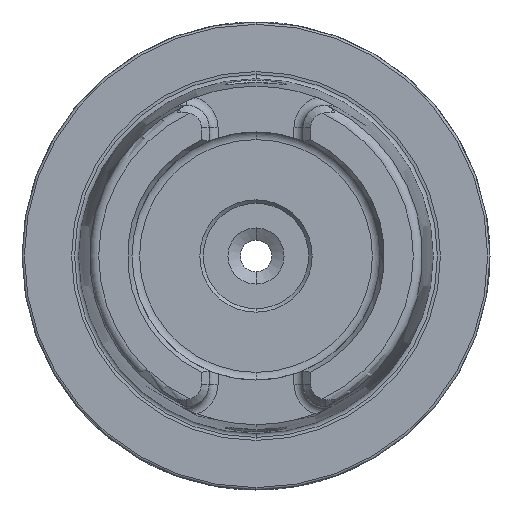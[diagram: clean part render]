
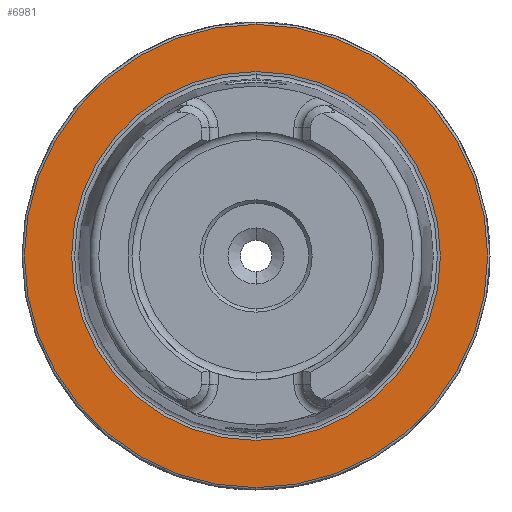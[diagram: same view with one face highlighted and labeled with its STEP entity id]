
A CAD part, left-side view. The second image highlights one B-rep face of the part: STEP entity #6981.
In plain terms, the highlighted planar face has unit normal (-1, 0, 0).
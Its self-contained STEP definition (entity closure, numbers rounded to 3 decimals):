
#38 = VERTEX_POINT ( 'NONE', #248 ) ;
#50 = VERTEX_POINT ( 'NONE', #206 ) ;
#54 = VERTEX_POINT ( 'NONE', #257 ) ;
#56 = VERTEX_POINT ( 'NONE', #259 ) ;
#206 = CARTESIAN_POINT ( 'NONE',  ( 0., 0., 49.5 ) ) ;
#248 = CARTESIAN_POINT ( 'NONE',  ( 0., 0., 39.405 ) ) ;
#257 = CARTESIAN_POINT ( 'NONE',  ( 0., 0., -39.405 ) ) ;
#259 = CARTESIAN_POINT ( 'NONE',  ( 0., 0., -49.5 ) ) ;
#634 = PLANE ( 'NONE',  #6409 ) ;
#635 = CARTESIAN_POINT ( 'NONE',  ( 0., 49.5, 0. ) ) ;
#636 = DIRECTION ( 'NONE',  ( 1., 0., 0. ) ) ;
#637 = DIRECTION ( 'NONE',  ( 0., 0., -1. ) ) ;
#2080 = CARTESIAN_POINT ( 'NONE',  ( 0., 0., 0. ) ) ;
#2081 = DIRECTION ( 'NONE',  ( -1., 0., 0. ) ) ;
#2082 = DIRECTION ( 'NONE',  ( 0., 0., 1. ) ) ;
#2083 = CARTESIAN_POINT ( 'NONE',  ( 0., 0., 0. ) ) ;
#2084 = DIRECTION ( 'NONE',  ( -1., 0., 0. ) ) ;
#2085 = DIRECTION ( 'NONE',  ( 0., 0., 1. ) ) ;
#2950 = FACE_BOUND ( 'NONE', #4315, .T. ) ;
#2951 = FACE_OUTER_BOUND ( 'NONE', #4317, .T. ) ;
#4148 = ORIENTED_EDGE ( 'NONE', *, *, #6663, .F. ) ;
#4149 = ORIENTED_EDGE ( 'NONE', *, *, #6537, .F. ) ;
#4150 = ORIENTED_EDGE ( 'NONE', *, *, #6533, .T. ) ;
#4151 = ORIENTED_EDGE ( 'NONE', *, *, #6664, .T. ) ;
#4315 = EDGE_LOOP ( 'NONE', ( #4148, #4149 ) ) ;
#4317 = EDGE_LOOP ( 'NONE', ( #4150, #4151 ) ) ;
#5249 = CIRCLE ( 'NONE', #9263, 39.405 ) ;
#5250 = CIRCLE ( 'NONE', #9265, 49.5 ) ;
#6409 = AXIS2_PLACEMENT_3D ( 'NONE', #635, #636, #637 ) ;
#6533 = EDGE_CURVE ( 'NONE', #50, #56, #6806, .T. ) ;
#6537 = EDGE_CURVE ( 'NONE', #54, #38, #6812, .T. ) ;
#6663 = EDGE_CURVE ( 'NONE', #38, #54, #5249, .T. ) ;
#6664 = EDGE_CURVE ( 'NONE', #56, #50, #5250, .T. ) ;
#6806 = CIRCLE ( 'NONE', #9122, 49.5 ) ;
#6812 = CIRCLE ( 'NONE', #9129, 39.405 ) ;
#6981 = ADVANCED_FACE ( 'NONE', ( #2950, #2951 ), #634, .F. ) ;
#8505 = CARTESIAN_POINT ( 'NONE',  ( 0., 0., 0. ) ) ;
#8506 = DIRECTION ( 'NONE',  ( -1., 0., 0. ) ) ;
#8507 = DIRECTION ( 'NONE',  ( 0., 0., 1. ) ) ;
#8516 = CARTESIAN_POINT ( 'NONE',  ( 0., 0., 0. ) ) ;
#8517 = DIRECTION ( 'NONE',  ( -1., 0., 0. ) ) ;
#8518 = DIRECTION ( 'NONE',  ( 0., 0., 1. ) ) ;
#9122 = AXIS2_PLACEMENT_3D ( 'NONE', #8505, #8506, #8507 ) ;
#9129 = AXIS2_PLACEMENT_3D ( 'NONE', #8516, #8517, #8518 ) ;
#9263 = AXIS2_PLACEMENT_3D ( 'NONE', #2080, #2081, #2082 ) ;
#9265 = AXIS2_PLACEMENT_3D ( 'NONE', #2083, #2084, #2085 ) ;
